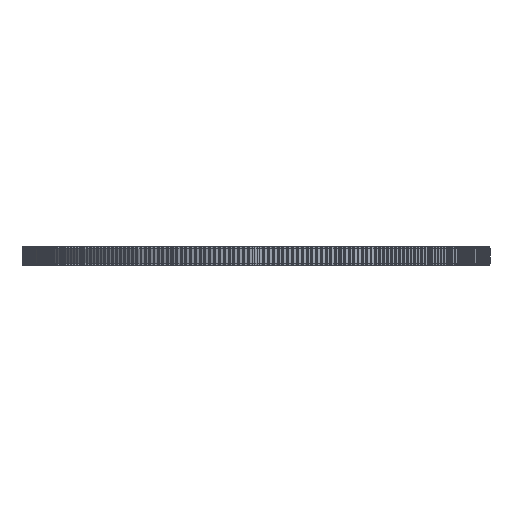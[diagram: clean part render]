
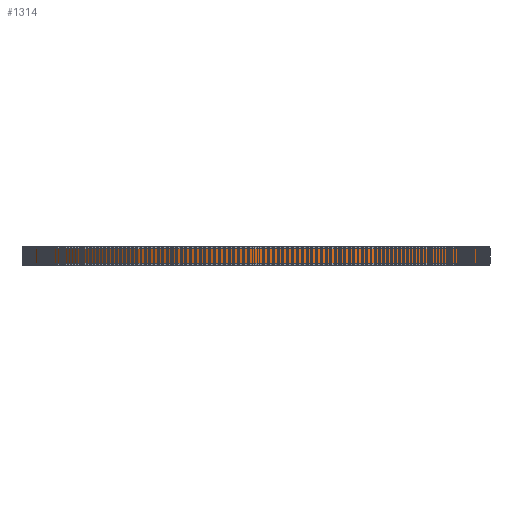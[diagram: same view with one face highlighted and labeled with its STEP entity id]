
A CAD part, left-side view. The second image highlights one B-rep face of the part: STEP entity #1314.
In plain terms, the highlighted cylindrical face has radius 94.856 mm (diameter 189.713 mm), a full revolution.
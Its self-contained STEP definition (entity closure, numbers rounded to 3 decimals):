
#97=FACE_BOUND('',#4896,.T.);
#98=FACE_BOUND('',#4897,.T.);
#1314=ADVANCED_FACE('',(#97,#98),#2507,.T.);
#2507=CYLINDRICAL_SURFACE('',#26367,94.856);
#4896=EDGE_LOOP('',(#14434));
#4897=EDGE_LOOP('',(#14435));
#14434=ORIENTED_EDGE('',*,*,#20398,.T.);
#14435=ORIENTED_EDGE('',*,*,#20399,.T.);
#16820=VERTEX_POINT('',#41880);
#16821=VERTEX_POINT('',#41882);
#20398=EDGE_CURVE('',#16820,#16820,#22784,.T.);
#20399=EDGE_CURVE('',#16821,#16821,#22785,.T.);
#22784=CIRCLE('',#26365,94.856);
#22785=CIRCLE('',#26366,94.856);
#26365=AXIS2_PLACEMENT_3D('',#41879,#34718,#34719);
#26366=AXIS2_PLACEMENT_3D('',#41881,#34720,#34721);
#26367=AXIS2_PLACEMENT_3D('',#41883,#34722,#34723);
#34718=DIRECTION('',(0.,0.,1.));
#34719=DIRECTION('',(1.,0.,0.));
#34720=DIRECTION('',(0.,0.,-1.));
#34721=DIRECTION('',(1.,0.,0.));
#34722=DIRECTION('',(0.,0.,1.));
#34723=DIRECTION('',(1.,0.,0.));
#41879=CARTESIAN_POINT('',(0.,0.,1.));
#41880=CARTESIAN_POINT('',(94.856,0.,1.));
#41881=CARTESIAN_POINT('',(0.,0.,7.));
#41882=CARTESIAN_POINT('',(94.856,0.,7.));
#41883=CARTESIAN_POINT('',(0.,0.,1.));
